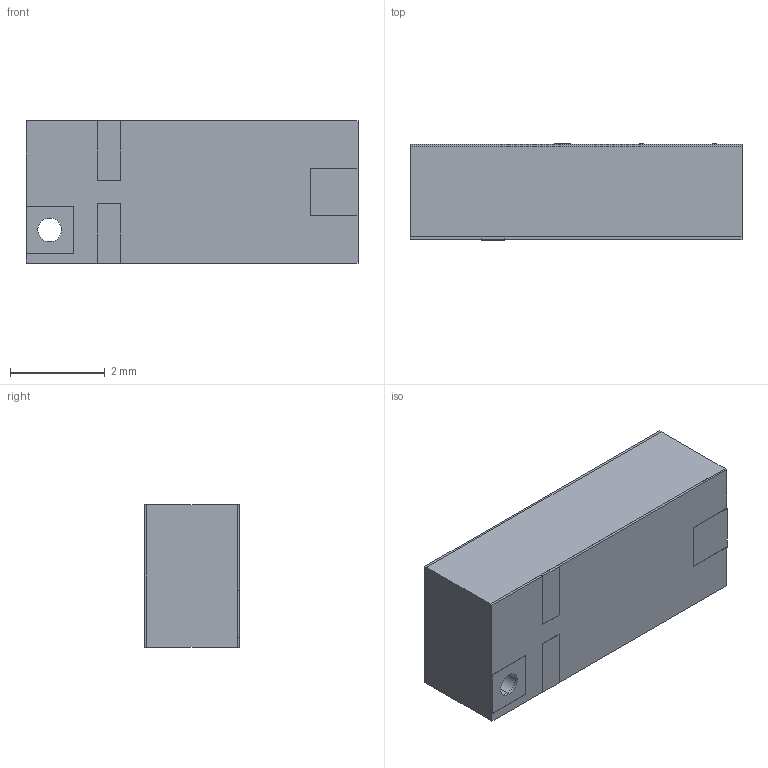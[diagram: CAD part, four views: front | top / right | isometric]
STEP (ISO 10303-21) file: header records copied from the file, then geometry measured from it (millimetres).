
FILE_DESCRIPTION (( 'STEP AP214' ), '1' );
FILE_NAME ('NN03-320.STEP', '2021-01-20T20:34:06', ( '' ), ( '' ), 'SwSTEP 2.0', 'SolidWorks 2017', '' );
FILE_SCHEMA (( 'AUTOMOTIVE_DESIGN' ));
Length unit declared in the file: millimetre
Products named in the file (1): NN03-320
Bounding box: 7 x 2.02 x 3 mm (x, y, z)
Volume: 41.7 mm3; surface area: 164.8 mm2
Topology: 7 solids, 7 shells, 89 faces, 222 edges, 148 vertices
Faces by surface type: plane 83, cylinder 6
Entity records: 3460 total; most frequent: CARTESIAN_POINT 460, ORIENTED_EDGE 444, DIRECTION 414, EDGE_CURVE 222, VECTOR 210, LINE 210, VERTEX_POINT 148, AXIS2_PLACEMENT_3D 102
